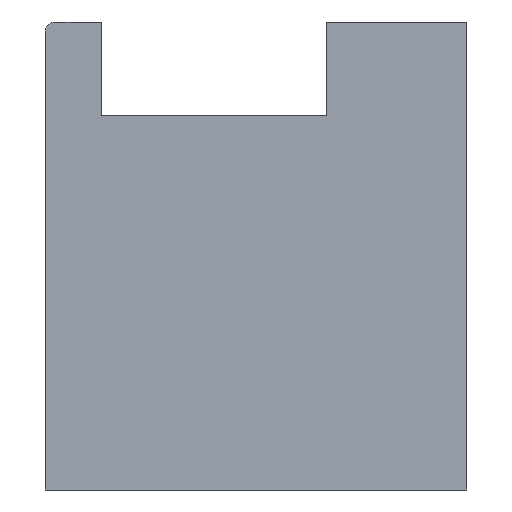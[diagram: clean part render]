
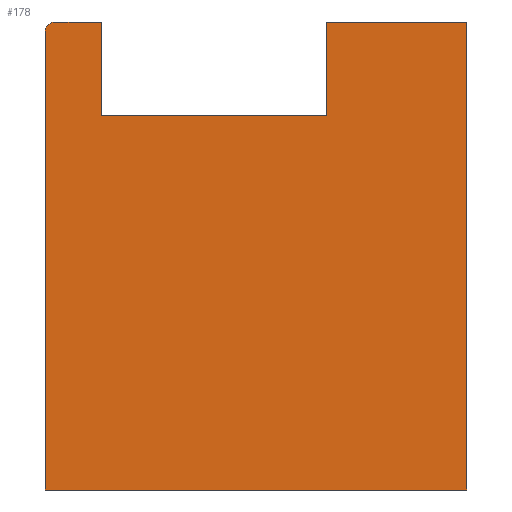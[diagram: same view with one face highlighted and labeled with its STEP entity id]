
A CAD part, left-side view. The second image highlights one B-rep face of the part: STEP entity #178.
In plain terms, the highlighted planar face has unit normal (-1, 0, 0).
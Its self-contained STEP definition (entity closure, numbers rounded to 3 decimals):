
#1 = CARTESIAN_POINT ( 'NONE',  ( -12.5, 8.8, 5. ) ) ;
#14 = EDGE_CURVE ( 'NONE', #672, #725, #712, .T. ) ;
#22 = CARTESIAN_POINT ( 'NONE',  ( -12.5, 9., -5. ) ) ;
#29 = VERTEX_POINT ( 'NONE', #1 ) ;
#33 = VECTOR ( 'NONE', #175, 1000. ) ;
#36 = LINE ( 'NONE', #22, #33 ) ;
#39 = EDGE_CURVE ( 'NONE', #565, #672, #580, .T. ) ;
#52 = CARTESIAN_POINT ( 'NONE',  ( -12.5, 7.8, 3. ) ) ;
#60 = CARTESIAN_POINT ( 'NONE',  ( -12.5, 9., -5. ) ) ;
#63 = CARTESIAN_POINT ( 'NONE',  ( -12.5, 3., 3. ) ) ;
#69 = DIRECTION ( 'NONE',  ( 0., 0., -1. ) ) ;
#84 = CARTESIAN_POINT ( 'NONE',  ( -12.5, 9., 4.8 ) ) ;
#101 = EDGE_CURVE ( 'NONE', #287, #117, #36, .T. ) ;
#103 = CARTESIAN_POINT ( 'NONE',  ( -12.5, 0., -5. ) ) ;
#112 = VECTOR ( 'NONE', #389, 1000. ) ;
#117 = VERTEX_POINT ( 'NONE', #84 ) ;
#146 = ORIENTED_EDGE ( 'NONE', *, *, #101, .F. ) ;
#174 = LINE ( 'NONE', #52, #112 ) ;
#175 = DIRECTION ( 'NONE',  ( 0., 0., 1. ) ) ;
#178 = ADVANCED_FACE ( 'NONE', ( #234 ), #743, .F. ) ;
#183 = EDGE_LOOP ( 'NONE', ( #633, #548, #146, #434, #313, #529, #789, #667, #817 ) ) ;
#199 = VERTEX_POINT ( 'NONE', #724 ) ;
#221 = LINE ( 'NONE', #552, #373 ) ;
#234 = FACE_OUTER_BOUND ( 'NONE', #183, .T. ) ;
#267 = CARTESIAN_POINT ( 'NONE',  ( -12.5, 7.8, 3. ) ) ;
#287 = VERTEX_POINT ( 'NONE', #60 ) ;
#295 = VECTOR ( 'NONE', #391, 1000. ) ;
#301 = DIRECTION ( 'NONE',  ( 0., 0., 1. ) ) ;
#308 = VECTOR ( 'NONE', #301, 1000. ) ;
#310 = DIRECTION ( 'NONE',  ( -1., 0., 0. ) ) ;
#313 = ORIENTED_EDGE ( 'NONE', *, *, #462, .T. ) ;
#337 = VECTOR ( 'NONE', #69, 1000. ) ;
#349 = DIRECTION ( 'NONE',  ( 1., 0., 0. ) ) ;
#368 = CARTESIAN_POINT ( 'NONE',  ( -12.5, 7.8, 5. ) ) ;
#373 = VECTOR ( 'NONE', #800, 1000. ) ;
#384 = LINE ( 'NONE', #750, #752 ) ;
#389 = DIRECTION ( 'NONE',  ( 0., 0., 1. ) ) ;
#391 = DIRECTION ( 'NONE',  ( 0., 1., 0. ) ) ;
#416 = VERTEX_POINT ( 'NONE', #600 ) ;
#417 = DIRECTION ( 'NONE',  ( 0., -1., 0. ) ) ;
#425 = VECTOR ( 'NONE', #417, 1000. ) ;
#430 = CARTESIAN_POINT ( 'NONE',  ( -12.5, 9., -5. ) ) ;
#432 = CARTESIAN_POINT ( 'NONE',  ( -12.5, 7.8, 3. ) ) ;
#434 = ORIENTED_EDGE ( 'NONE', *, *, #671, .T. ) ;
#444 = EDGE_CURVE ( 'NONE', #565, #416, #489, .T. ) ;
#462 = EDGE_CURVE ( 'NONE', #199, #416, #620, .T. ) ;
#481 = CARTESIAN_POINT ( 'NONE',  ( -12.5, 9., 5. ) ) ;
#489 = LINE ( 'NONE', #481, #425 ) ;
#503 = AXIS2_PLACEMENT_3D ( 'NONE', #430, #349, #683 ) ;
#509 = VERTEX_POINT ( 'NONE', #368 ) ;
#526 = EDGE_CURVE ( 'NONE', #29, #509, #221, .T. ) ;
#529 = ORIENTED_EDGE ( 'NONE', *, *, #444, .F. ) ;
#548 = ORIENTED_EDGE ( 'NONE', *, *, #610, .T. ) ;
#552 = CARTESIAN_POINT ( 'NONE',  ( -12.5, 9., 5. ) ) ;
#565 = VERTEX_POINT ( 'NONE', #803 ) ;
#580 = LINE ( 'NONE', #646, #337 ) ;
#600 = CARTESIAN_POINT ( 'NONE',  ( -12.5, 0., 5. ) ) ;
#610 = EDGE_CURVE ( 'NONE', #29, #117, #718, .T. ) ;
#620 = LINE ( 'NONE', #103, #308 ) ;
#625 = DIRECTION ( 'NONE',  ( 0., 0., -1. ) ) ;
#629 = DIRECTION ( 'NONE',  ( 0., -1., 0. ) ) ;
#633 = ORIENTED_EDGE ( 'NONE', *, *, #526, .F. ) ;
#640 = CARTESIAN_POINT ( 'NONE',  ( -12.5, 8.8, 4.8 ) ) ;
#646 = CARTESIAN_POINT ( 'NONE',  ( -12.5, 3., 3. ) ) ;
#667 = ORIENTED_EDGE ( 'NONE', *, *, #14, .T. ) ;
#671 = EDGE_CURVE ( 'NONE', #287, #199, #384, .T. ) ;
#672 = VERTEX_POINT ( 'NONE', #63 ) ;
#683 = DIRECTION ( 'NONE',  ( 0., 0., -1. ) ) ;
#690 = AXIS2_PLACEMENT_3D ( 'NONE', #640, #310, #625 ) ;
#692 = EDGE_CURVE ( 'NONE', #725, #509, #174, .T. ) ;
#712 = LINE ( 'NONE', #267, #295 ) ;
#718 = CIRCLE ( 'NONE', #690, 0.2 ) ;
#724 = CARTESIAN_POINT ( 'NONE',  ( -12.5, 0., -5. ) ) ;
#725 = VERTEX_POINT ( 'NONE', #432 ) ;
#743 = PLANE ( 'NONE',  #503 ) ;
#750 = CARTESIAN_POINT ( 'NONE',  ( -12.5, 9., -5. ) ) ;
#752 = VECTOR ( 'NONE', #629, 1000. ) ;
#789 = ORIENTED_EDGE ( 'NONE', *, *, #39, .T. ) ;
#800 = DIRECTION ( 'NONE',  ( 0., -1., 0. ) ) ;
#803 = CARTESIAN_POINT ( 'NONE',  ( -12.5, 3., 5. ) ) ;
#817 = ORIENTED_EDGE ( 'NONE', *, *, #692, .T. ) ;
